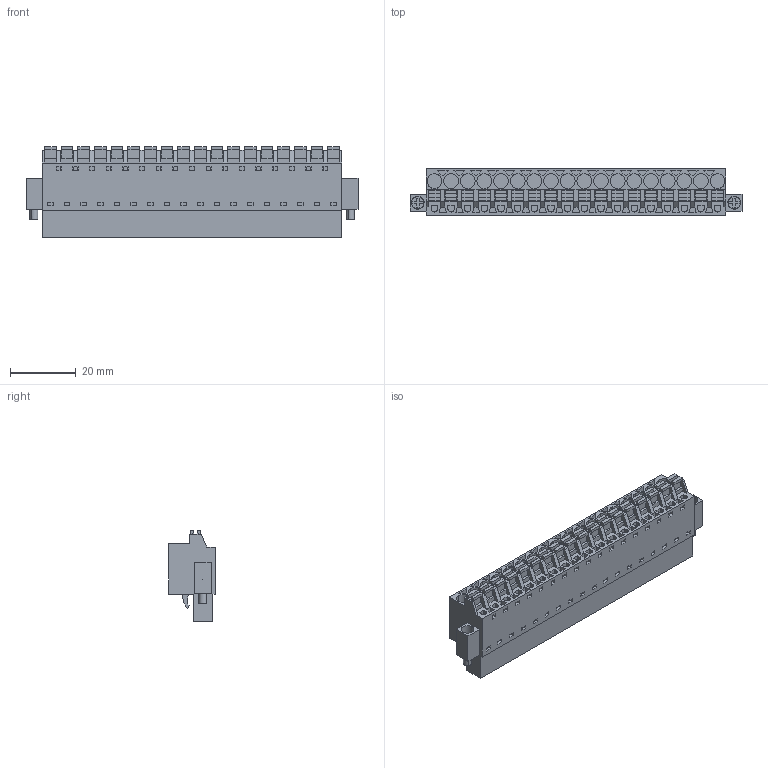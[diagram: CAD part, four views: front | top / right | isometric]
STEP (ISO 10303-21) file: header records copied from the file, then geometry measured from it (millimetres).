
FILE_DESCRIPTION(('CATIA V5 STEP Exchange','CAx-IF Rec.Pracs.--- Model Styling and Organization---1.2---2011-12-15'),'2;1');
FILE_NAME ('D1446512_0_1012990000_1012990000.stp','2017-04-28T11:55:29+00:00',('none'),('Weidmueller'),'CATIA Version 5-6 Release 2014','CATIA V5 STEP AP214','none');
FILE_SCHEMA(('AUTOMOTIVE_DESIGN { 1 0 10303 214 1 1 1 1 }'));
Length unit declared in the file: millimetre
Products named in the file (1): 1012990000
Bounding box: 101.24 x 14.2 x 27.73 mm (x, y, z)
Volume: 21902.1 mm3; surface area: 15234.7 mm2
Topology: 21 solids, 21 shells, 1388 faces, 3989 edges, 2777 vertices
Faces by surface type: plane 1240, cylinder 147, extrusion 1
Entity records: 44481 total; most frequent: CARTESIAN_POINT 8513, ORIENTED_EDGE 7978, DIRECTION 5605, EDGE_CURVE 3989, VECTOR 3686, LINE 3685, VERTEX_POINT 2777, EDGE_LOOP 1594
